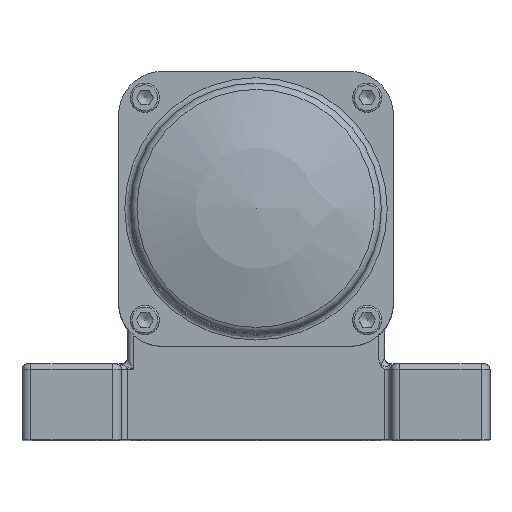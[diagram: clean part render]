
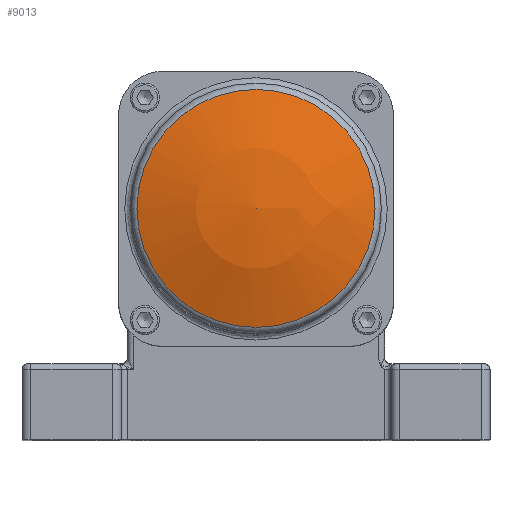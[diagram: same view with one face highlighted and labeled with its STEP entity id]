
A CAD part, top view. The second image highlights one B-rep face of the part: STEP entity #9013.
In plain terms, the highlighted spherical face has radius 121.25 mm.
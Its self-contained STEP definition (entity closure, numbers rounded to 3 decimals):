
#8973=CARTESIAN_POINT('',(0.,-24.691,147.468));
#8974=VERTEX_POINT('',#8973);
#8975=CARTESIAN_POINT('',(0.,16.,147.468));
#8976=DIRECTION('',(0.0,0.0,-1.0));
#8977=DIRECTION('',(0.0,1.0,0.0));
#8978=AXIS2_PLACEMENT_3D('',#8975,#8976,#8977);
#8979=CIRCLE('',#8978,40.691);
#8980=EDGE_CURVE('',#8974,#8974,#8979,.T.);
#9005=CARTESIAN_POINT('',(0.,16.,33.25));
#9006=DIRECTION('',(0.0,0.0,1.0));
#9007=DIRECTION('',(1.0,0.0,0.0));
#9008=AXIS2_PLACEMENT_3D('',#9005,#9006,#9007);
#9009=SPHERICAL_SURFACE('',#9008,121.25);
#9010=ORIENTED_EDGE('',*,*,#8980,.F.);
#9011=EDGE_LOOP('',(#9010));
#9012=FACE_OUTER_BOUND('',#9011,.T.);
#9013=ADVANCED_FACE('',(#9012),#9009,.T.);
